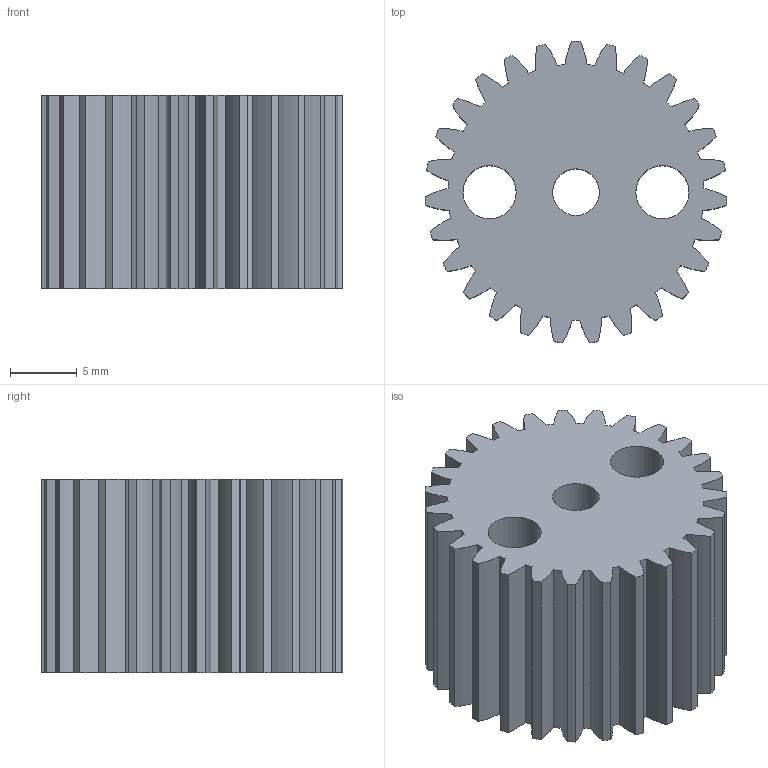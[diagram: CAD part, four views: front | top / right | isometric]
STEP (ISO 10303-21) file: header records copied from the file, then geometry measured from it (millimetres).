
FILE_DESCRIPTION(/* description */ (''),/* implementation_level */ '2;1');
FILE_NAME(/* name */ 'Little_gear_updated.step',/* time_stamp */ '2024-04-04T23:21:34-04:00',/* author */ (''),/* organization */ (''),/* preprocessor_version */ 'ST-DEVELOPER v20',/* originating_system */ 'Autodesk Translation Framework v12.20.1.177',/* authorisation */ '');
FILE_SCHEMA (('AUTOMOTIVE_DESIGN { 1 0 10303 214 3 1 1 }'));
Length unit declared in the file: millimetre
Products named in the file (2): (Unsaved); Spur Gear23
Assembly tree (1 placements, depth 2):
  (Unsaved)
    Spur Gear23
Bounding box: 22.7 x 22.66 x 14.53 mm (x, y, z)
Volume: 4569.7 mm3; surface area: 3072.9 mm2
Topology: 1 solids, 1 shells, 113 faces, 333 edges, 222 vertices
Faces by surface type: cylinder 111, plane 2
Full cylindrical faces by diameter (mm): 3.5 x1, 4 x2
Entity records: 3981 total; most frequent: DIRECTION 787, CARTESIAN_POINT 671, ORIENTED_EDGE 666, AXIS2_PLACEMENT_3D 338, EDGE_CURVE 333, CIRCLE 222, VERTEX_POINT 222, EDGE_LOOP 119
